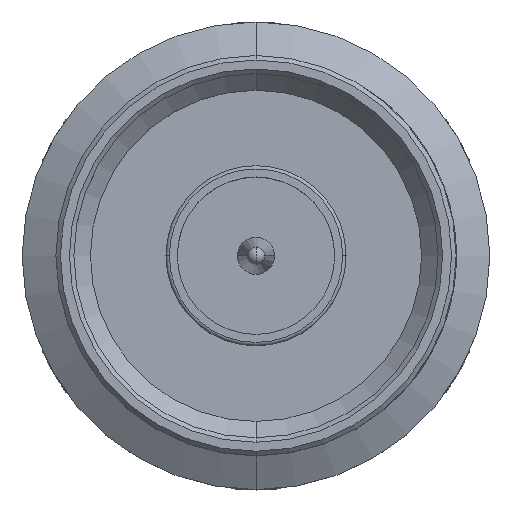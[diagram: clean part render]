
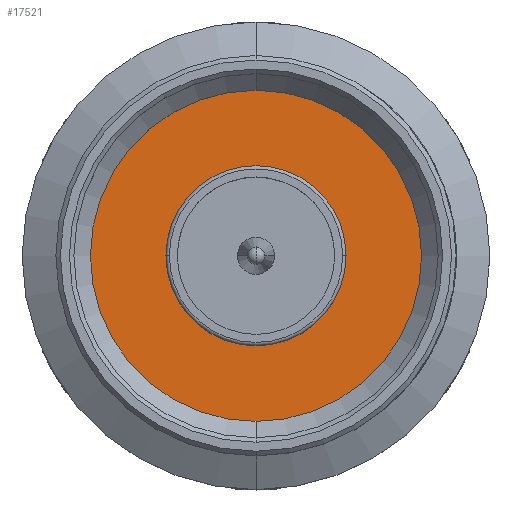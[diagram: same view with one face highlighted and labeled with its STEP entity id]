
A CAD part, top view. The second image highlights one B-rep face of the part: STEP entity #17521.
In plain terms, the highlighted planar face has unit normal (0, 0, 1).
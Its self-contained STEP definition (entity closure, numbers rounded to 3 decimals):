
#512 = DIRECTION ( 'NONE',  ( 0., 0., -1. ) ) ;
#669 = DIRECTION ( 'NONE',  ( -1., 0., 0. ) ) ;
#701 = EDGE_CURVE ( 'NONE', #4247, #3902, #7017, .T. ) ;
#742 = DIRECTION ( 'NONE',  ( 0., 0., 1. ) ) ;
#802 = EDGE_LOOP ( 'NONE', ( #4712, #2501 ) ) ;
#857 = AXIS2_PLACEMENT_3D ( 'NONE', #18734, #9754, #669 ) ;
#2153 = CIRCLE ( 'NONE', #857, 7.366 ) ;
#2501 = ORIENTED_EDGE ( 'NONE', *, *, #18659, .T. ) ;
#2562 = FACE_BOUND ( 'NONE', #4174, .T. ) ;
#3672 = DIRECTION ( 'NONE',  ( 0., 0., -1. ) ) ;
#3902 = VERTEX_POINT ( 'NONE', #18174 ) ;
#4174 = EDGE_LOOP ( 'NONE', ( #5833, #19550 ) ) ;
#4247 = VERTEX_POINT ( 'NONE', #12222 ) ;
#4712 = ORIENTED_EDGE ( 'NONE', *, *, #12227, .T. ) ;
#5534 = AXIS2_PLACEMENT_3D ( 'NONE', #13289, #5815, #16314 ) ;
#5815 = DIRECTION ( 'NONE',  ( 0., 0., -1. ) ) ;
#5833 = ORIENTED_EDGE ( 'NONE', *, *, #14614, .T. ) ;
#6134 = FACE_OUTER_BOUND ( 'NONE', #802, .T. ) ;
#6155 = VERTEX_POINT ( 'NONE', #18345 ) ;
#6678 = CIRCLE ( 'NONE', #12508, 4.005 ) ;
#7017 = CIRCLE ( 'NONE', #12440, 4.005 ) ;
#7239 = VERTEX_POINT ( 'NONE', #11318 ) ;
#9095 = AXIS2_PLACEMENT_3D ( 'NONE', #9816, #742, #11312 ) ;
#9600 = CARTESIAN_POINT ( 'NONE',  ( 0., 0., -4.576 ) ) ;
#9754 = DIRECTION ( 'NONE',  ( 0., 0., 1. ) ) ;
#9816 = CARTESIAN_POINT ( 'NONE',  ( 0., 0., -4.576 ) ) ;
#11098 = DIRECTION ( 'NONE',  ( -1., 0., 0. ) ) ;
#11312 = DIRECTION ( 'NONE',  ( -1., 0., 0. ) ) ;
#11318 = CARTESIAN_POINT ( 'NONE',  ( 0., -7.366, -4.576 ) ) ;
#12222 = CARTESIAN_POINT ( 'NONE',  ( -4.005, 0., -4.576 ) ) ;
#12227 = EDGE_CURVE ( 'NONE', #7239, #6155, #2153, .T. ) ;
#12440 = AXIS2_PLACEMENT_3D ( 'NONE', #12715, #3672, #14216 ) ;
#12508 = AXIS2_PLACEMENT_3D ( 'NONE', #9600, #512, #11098 ) ;
#12715 = CARTESIAN_POINT ( 'NONE',  ( 0., 0., -4.576 ) ) ;
#13289 = CARTESIAN_POINT ( 'NONE',  ( 0., 0., -4.576 ) ) ;
#14216 = DIRECTION ( 'NONE',  ( -1., 0., 0. ) ) ;
#14614 = EDGE_CURVE ( 'NONE', #3902, #4247, #6678, .T. ) ;
#14797 = PLANE ( 'NONE',  #5534 ) ;
#15454 = CIRCLE ( 'NONE', #9095, 7.366 ) ;
#16314 = DIRECTION ( 'NONE',  ( -1., 0., 0. ) ) ;
#17521 = ADVANCED_FACE ( 'NONE', ( #2562, #6134 ), #14797, .F. ) ;
#18174 = CARTESIAN_POINT ( 'NONE',  ( 4.005, 0., -4.576 ) ) ;
#18345 = CARTESIAN_POINT ( 'NONE',  ( 0., 7.366, -4.576 ) ) ;
#18659 = EDGE_CURVE ( 'NONE', #6155, #7239, #15454, .T. ) ;
#18734 = CARTESIAN_POINT ( 'NONE',  ( 0., 0., -4.576 ) ) ;
#19550 = ORIENTED_EDGE ( 'NONE', *, *, #701, .T. ) ;
